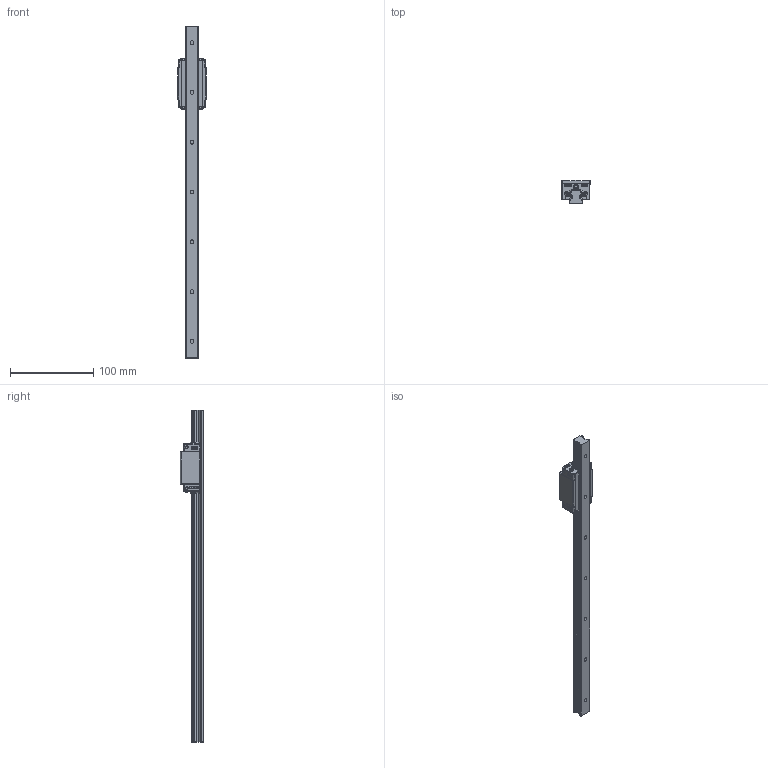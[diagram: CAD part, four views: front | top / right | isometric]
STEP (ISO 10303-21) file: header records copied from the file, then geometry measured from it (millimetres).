
FILE_DESCRIPTION (( 'STEP AP214' ), '1' );
FILE_NAME ('HGH15R-400.STEP', '2018-04-02T05:37:12', ( '' ), ( '' ), 'SwSTEP 2.0', 'SolidWorks 2017', '' );
FILE_SCHEMA (( 'AUTOMOTIVE_DESIGN' ));
Length unit declared in the file: millimetre
Products named in the file (10): HGH15CA Block_HGR15R300CE20; HGR15R Bolt Cap; HGR15R Rail_HGR15R400CE20; HGH15R-400; HGH15CA; pan head cross recess screw_iso_ISO 7045 - M2.5 x 16 - Z - 16C; HGx15CA Seal_HGR15R300CE20; HGx15CA End Cap_HGR15R300CE20; HGx15CA Tiny Red_HGR15R300CE20; HGx15CA Retainer_HGR15R300CE20
Assembly tree (20 placements, depth 3):
  HGH15R-400
    HGR15R Rail_HGR15R400CE20
    HGR15R Bolt Cap  x7
    HGH15CA
      HGH15CA Block_HGR15R300CE20
      HGx15CA Retainer_HGR15R300CE20
      HGx15CA Tiny Red_HGR15R300CE20
      HGx15CA End Cap_HGR15R300CE20  x2
      HGx15CA Seal_HGR15R300CE20  x2
      pan head cross recess screw_iso_ISO 7045 - M2.5 x 16 - Z - 16C  x4
Bounding box: 34 x 28 x 400 mm (x, y, z)
Volume: 107698.1 mm3; surface area: 45662.5 mm2
Topology: 21 solids, 21 shells, 2292 faces, 5457 edges, 3232 vertices
Faces by surface type: plane 784, cylinder 774, cone 294, bspline 260, torus 106, sphere 74
Entity records: 43016 total; most frequent: CARTESIAN_POINT 12621, ORIENTED_EDGE 6138, DIRECTION 5873, EDGE_CURVE 3069, AXIS2_PLACEMENT_3D 2070, VERTEX_POINT 1835, LINE 1733, VECTOR 1733
